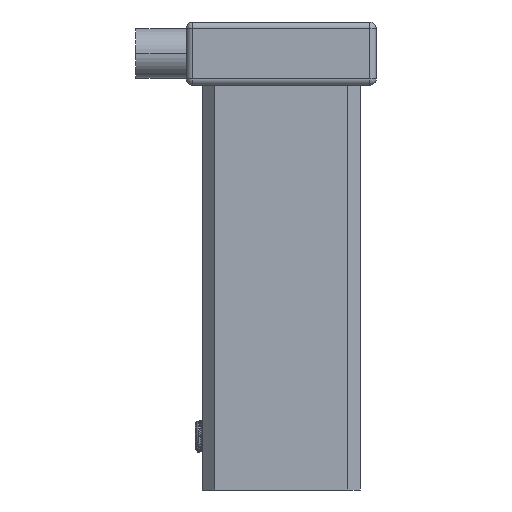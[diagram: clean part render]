
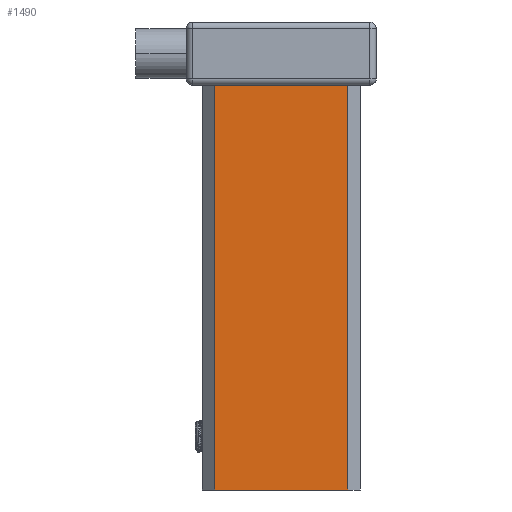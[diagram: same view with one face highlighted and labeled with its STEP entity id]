
A CAD part, front view. The second image highlights one B-rep face of the part: STEP entity #1490.
In plain terms, the highlighted face is planar.
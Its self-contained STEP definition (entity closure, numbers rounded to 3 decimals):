
#1017=DIRECTION('',(0.,0.,1.));
#1018=VECTOR('',#1017,21.);
#1019=CARTESIAN_POINT('',(0.,0.,-23.));
#1020=LINE('',#1019,#1018);
#1125=DIRECTION('',(0.,0.,1.));
#1126=VECTOR('',#1125,21.);
#1127=CARTESIAN_POINT('',(0.,64.,-23.));
#1128=LINE('',#1127,#1126);
#1145=DIRECTION('',(0.,-1.,0.));
#1146=VECTOR('',#1145,64.);
#1147=CARTESIAN_POINT('',(0.,64.,-23.));
#1148=LINE('',#1147,#1146);
#1149=DIRECTION('',(0.,-1.,0.));
#1150=VECTOR('',#1149,64.);
#1151=CARTESIAN_POINT('',(0.,64.,-2.));
#1152=LINE('',#1151,#1150);
#1181=CARTESIAN_POINT('',(0.,0.,-23.));
#1183=VERTEX_POINT('',#1181);
#1187=CARTESIAN_POINT('',(0.,64.,-23.));
#1188=VERTEX_POINT('',#1187);
#1198=CARTESIAN_POINT('',(0.,0.,-2.));
#1200=VERTEX_POINT('',#1198);
#1201=CARTESIAN_POINT('',(0.,64.,-2.));
#1202=VERTEX_POINT('',#1201);
#1479=CARTESIAN_POINT('',(0.,0.,-25.));
#1480=DIRECTION('',(-1.,0.,0.));
#1481=DIRECTION('',(0.,0.,1.));
#1482=AXIS2_PLACEMENT_3D('',#1479,#1480,#1481);
#1483=PLANE('',#1482);
#1484=ORIENTED_EDGE('',*,*,#1423,.F.);
#1485=ORIENTED_EDGE('',*,*,#1403,.T.);
#1486=ORIENTED_EDGE('',*,*,#1279,.T.);
#1487=ORIENTED_EDGE('',*,*,#1294,.F.);
#1488=EDGE_LOOP('',(#1484,#1485,#1486,#1487));
#1489=FACE_OUTER_BOUND('',#1488,.F.);
#1490=ADVANCED_FACE('',(#1489),#1483,.T.);
#1279=EDGE_CURVE('',#1202,#1200,#1152,.T.);
#1294=EDGE_CURVE('',#1183,#1200,#1020,.T.);
#1403=EDGE_CURVE('',#1188,#1202,#1128,.T.);
#1423=EDGE_CURVE('',#1188,#1183,#1148,.T.);
